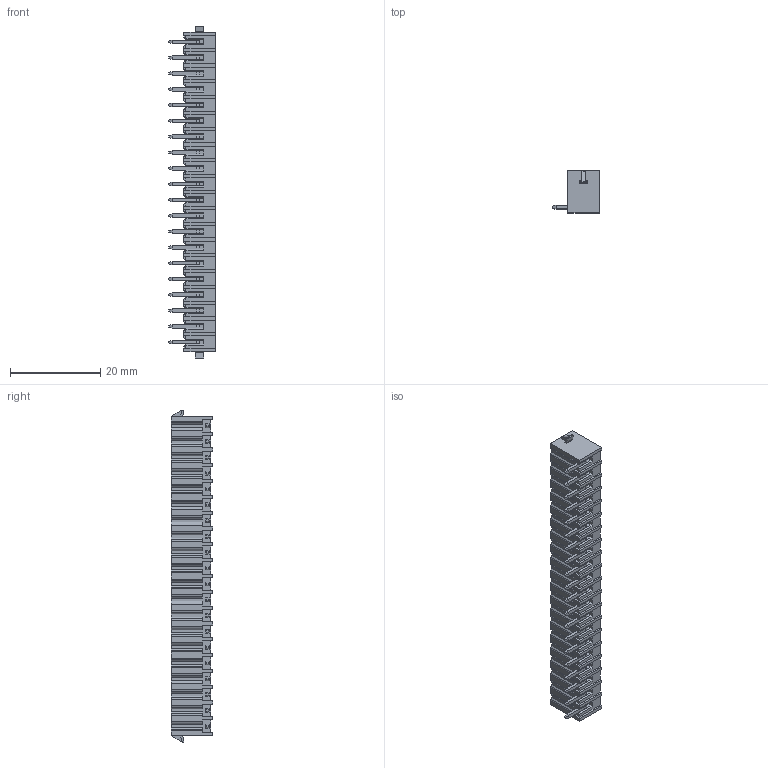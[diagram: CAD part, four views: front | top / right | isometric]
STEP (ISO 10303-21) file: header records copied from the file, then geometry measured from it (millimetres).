
FILE_DESCRIPTION((''),'2;1');
FILE_NAME('PRT0002','2024-10-12T',('sheji'),(''),'PRO/ENGINEER BY PARAMETRIC TECHNOLOGY CORPORATION, 2015240','PRO/ENGINEER BY PARAMETRIC TECHNOLOGY CORPORATION, 2015240','');
FILE_SCHEMA(('CONFIG_CONTROL_DESIGN'));
Length unit declared in the file: millimetre
Products named in the file (1): PRT0002
Bounding box: 10.4 x 9.2 x 73.5 mm (x, y, z)
Volume: 1998.1 mm3; surface area: 6347.2 mm2
Topology: 21 solids, 21 shells, 1268 faces, 3372 edges, 2208 vertices
Faces by surface type: plane 1026, cylinder 202, cone 40
Entity records: 38882 total; most frequent: CARTESIAN_POINT 7308, ORIENTED_EDGE 6744, DIRECTION 6116, EDGE_CURVE 3372, VECTOR 2844, LINE 2844, VERTEX_POINT 2208, AXIS2_PLACEMENT_3D 1636
